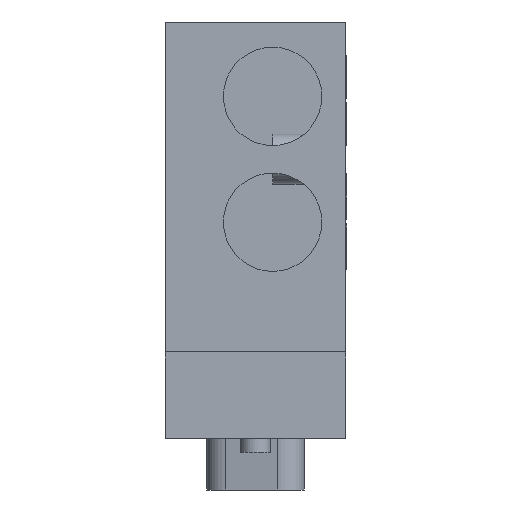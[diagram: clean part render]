
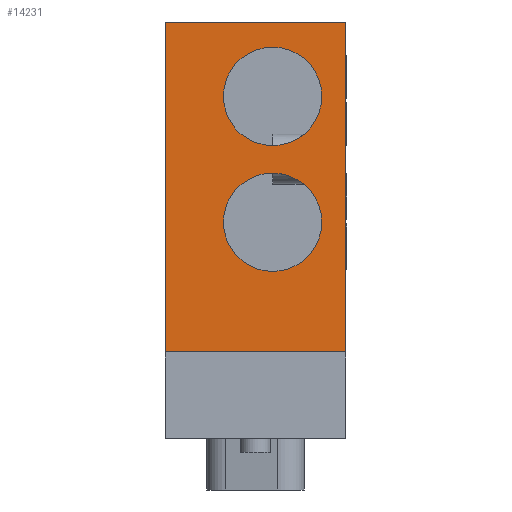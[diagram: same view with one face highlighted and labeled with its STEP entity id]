
A CAD part, front view. The second image highlights one B-rep face of the part: STEP entity #14231.
In plain terms, the highlighted face is planar.
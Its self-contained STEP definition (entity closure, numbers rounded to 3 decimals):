
#7779=PLANE('',#26963);
#9109=LINE('',#33759,#11194);
#9190=LINE('',#34101,#11275);
#9369=LINE('',#34654,#11454);
#9486=LINE('',#35054,#11571);
#11194=VECTOR('',#28476,1.);
#11275=VECTOR('',#28581,1.);
#11454=VECTOR('',#28914,1.);
#11571=VECTOR('',#29137,1.);
#14231=ADVANCED_FACE('',(#15368,#15369,#15370),#7779,.T.);
#15368=FACE_BOUND('',#15743,.T.);
#15369=FACE_BOUND('',#15744,.T.);
#15370=FACE_BOUND('',#15745,.T.);
#15743=EDGE_LOOP('',(#17844));
#15744=EDGE_LOOP('',(#17845));
#15745=EDGE_LOOP('',(#17846,#17847,#17848,#17849));
#17844=ORIENTED_EDGE('',*,*,#24677,.F.);
#17845=ORIENTED_EDGE('',*,*,#24678,.F.);
#17846=ORIENTED_EDGE('',*,*,#24521,.F.);
#17847=ORIENTED_EDGE('',*,*,#24679,.F.);
#17848=ORIENTED_EDGE('',*,*,#24283,.T.);
#17849=ORIENTED_EDGE('',*,*,#24185,.T.);
#22381=VERTEX_POINT('',#33758);
#22382=VERTEX_POINT('',#33760);
#22474=VERTEX_POINT('',#34102);
#22669=VERTEX_POINT('',#34655);
#22792=VERTEX_POINT('',#35051);
#22793=VERTEX_POINT('',#35053);
#24185=EDGE_CURVE('',#22382,#22381,#9109,.T.);
#24283=EDGE_CURVE('',#22474,#22382,#9190,.T.);
#24521=EDGE_CURVE('',#22669,#22381,#9369,.T.);
#24677=EDGE_CURVE('',#22792,#22792,#26578,.T.);
#24678=EDGE_CURVE('',#22793,#22793,#26579,.T.);
#24679=EDGE_CURVE('',#22474,#22669,#9486,.T.);
#26578=CIRCLE('',#26961,4.299);
#26579=CIRCLE('',#26962,4.299);
#26961=AXIS2_PLACEMENT_3D('',#35050,#29133,#29134);
#26962=AXIS2_PLACEMENT_3D('',#35052,#29135,#29136);
#26963=AXIS2_PLACEMENT_3D('',#35055,#29138,#29139);
#28476=DIRECTION('',(0.,-1.,0.));
#28581=DIRECTION('',(0.,0.,-1.));
#28914=DIRECTION('',(0.,0.,-1.));
#29133=DIRECTION('',(-1.,0.,0.));
#29134=DIRECTION('',(0.,-1.,0.));
#29135=DIRECTION('',(-1.,0.,0.));
#29136=DIRECTION('',(0.,-1.,0.));
#29137=DIRECTION('',(0.,-1.,0.));
#29138=DIRECTION('',(-1.,0.,0.));
#29139=DIRECTION('',(0.,0.,1.));
#33758=CARTESIAN_POINT('',(-14.694,-1.,-12.538));
#33759=CARTESIAN_POINT('',(-14.694,14.8,-12.538));
#33760=CARTESIAN_POINT('',(-14.694,14.8,-12.538));
#34101=CARTESIAN_POINT('',(-14.694,14.8,16.245));
#34102=CARTESIAN_POINT('',(-14.694,14.8,16.245));
#34654=CARTESIAN_POINT('',(-14.694,-1.,16.245));
#34655=CARTESIAN_POINT('',(-14.694,-1.,16.245));
#35050=CARTESIAN_POINT('',(-14.694,8.403,-6.038));
#35051=CARTESIAN_POINT('',(-14.694,4.103,-6.038));
#35052=CARTESIAN_POINT('',(-14.694,8.403,4.962));
#35053=CARTESIAN_POINT('',(-14.694,4.103,4.962));
#35054=CARTESIAN_POINT('',(-14.694,14.8,16.245));
#35055=CARTESIAN_POINT('',(-14.694,14.8,16.245));
